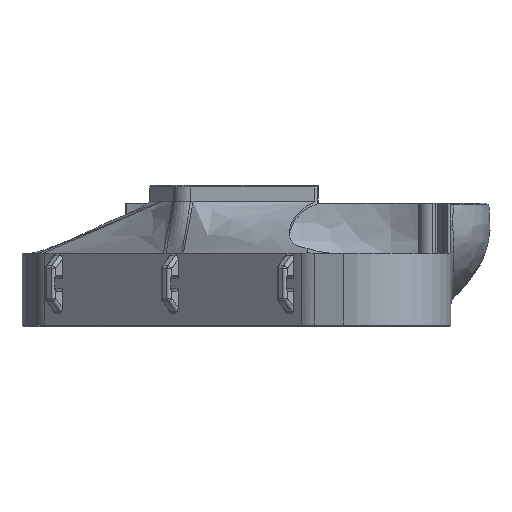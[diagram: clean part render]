
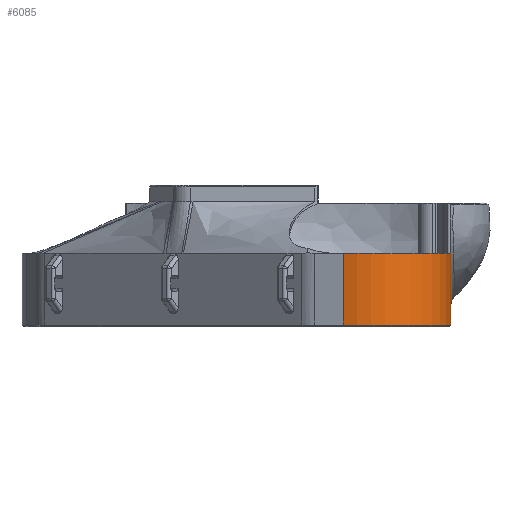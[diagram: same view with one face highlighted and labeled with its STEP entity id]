
A CAD part, front view. The second image highlights one B-rep face of the part: STEP entity #6085.
In plain terms, the highlighted cylindrical face has radius 30.734 mm (diameter 61.468 mm), a partial arc.
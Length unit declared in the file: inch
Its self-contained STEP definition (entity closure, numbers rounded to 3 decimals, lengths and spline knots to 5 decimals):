
#479=LINE('',#10150,#912);
#482=LINE('',#10156,#915);
#912=VECTOR('',#7766,0.3937);
#915=VECTOR('',#7771,0.3937);
#1176=CYLINDRICAL_SURFACE('',#6602,1.21);
#1409=FACE_OUTER_BOUND('',#1741,.T.);
#1741=EDGE_LOOP('',(#4633,#4634,#4635,#4636));
#2092=CIRCLE('',#6595,1.21);
#2096=CIRCLE('',#6603,1.21);
#2664=VERTEX_POINT('',#10129);
#2666=VERTEX_POINT('',#10135);
#2669=VERTEX_POINT('',#10149);
#2671=VERTEX_POINT('',#10155);
#3380=EDGE_CURVE('',#2666,#2664,#2092,.T.);
#3387=EDGE_CURVE('',#2664,#2669,#479,.T.);
#3390=EDGE_CURVE('',#2666,#2671,#482,.T.);
#3391=EDGE_CURVE('',#2669,#2671,#2096,.T.);
#4633=ORIENTED_EDGE('',*,*,#3380,.F.);
#4634=ORIENTED_EDGE('',*,*,#3390,.T.);
#4635=ORIENTED_EDGE('',*,*,#3391,.F.);
#4636=ORIENTED_EDGE('',*,*,#3387,.F.);
#6085=ADVANCED_FACE('',(#1409),#1176,.T.);
#6595=AXIS2_PLACEMENT_3D('',#10137,#7749,#7750);
#6602=AXIS2_PLACEMENT_3D('',#10154,#7769,#7770);
#6603=AXIS2_PLACEMENT_3D('',#10157,#7772,#7773);
#7749=DIRECTION('center_axis',(0.,0.,-1.));
#7750=DIRECTION('ref_axis',(-0.335,-0.942,0.));
#7766=DIRECTION('',(0.,0.,1.));
#7769=DIRECTION('center_axis',(0.,0.,1.));
#7770=DIRECTION('ref_axis',(-0.335,-0.942,0.));
#7771=DIRECTION('',(0.,0.,1.));
#7772=DIRECTION('center_axis',(0.,0.,1.));
#7773=DIRECTION('ref_axis',(-0.335,-0.942,0.));
#10129=CARTESIAN_POINT('',(-0.40515,-1.14015,0.025));
#10135=CARTESIAN_POINT('',(1.21,0.,0.025));
#10137=CARTESIAN_POINT('Origin',(0.,0.,0.025));
#10149=CARTESIAN_POINT('',(-0.40515,-1.14015,1.105));
#10150=CARTESIAN_POINT('',(-0.40515,-1.14015,0.));
#10154=CARTESIAN_POINT('Origin',(0.,0.,0.));
#10155=CARTESIAN_POINT('',(1.21,0.,1.105));
#10156=CARTESIAN_POINT('',(1.21,0.,0.));
#10157=CARTESIAN_POINT('Origin',(0.,0.,1.105));
